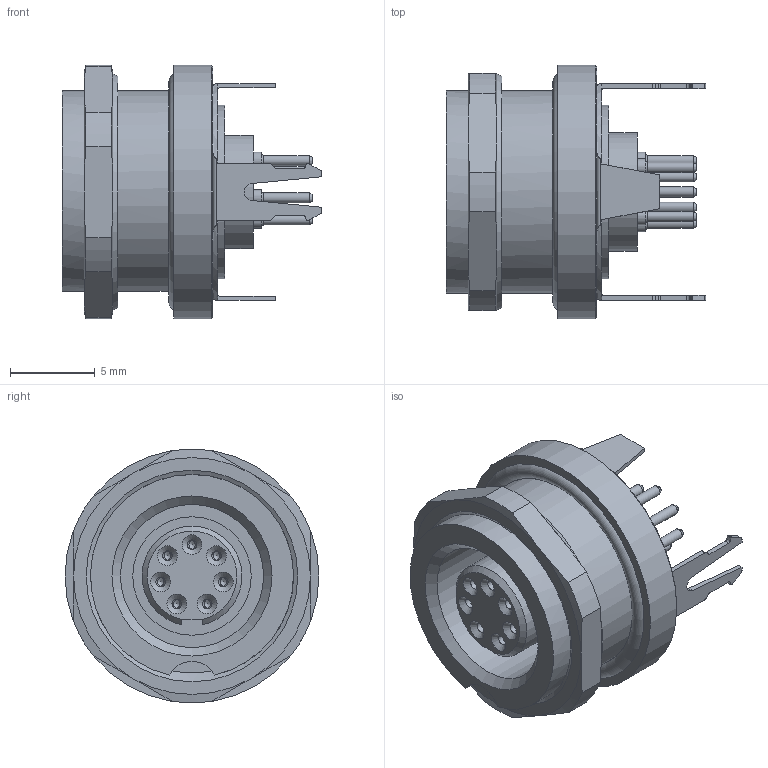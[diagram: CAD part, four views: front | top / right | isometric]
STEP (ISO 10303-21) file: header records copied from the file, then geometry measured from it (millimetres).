
FILE_DESCRIPTION(/* description */ (''),/* implementation_level */ '2;1');
FILE_NAME(/* name */ '09-0424-30-07_bg.stp',/* time_stamp */ '2010-09-01T15:45:55+02:00',/* author */ (''),/* organization */ (''),/* preprocessor_version */ 'ST-DEVELOPER v11',/* originating_system */ 'UGS - NX 5.0',/* authorisation */ '');
FILE_SCHEMA (('CONFIG_CONTROL_DESIGN'));
Length unit declared in the file: millimetre
Products named in the file (1): kborF7AB2bn6
Bounding box: 15.35 x 15 x 15 mm (x, y, z)
Volume: 1213.9 mm3; surface area: 1427.6 mm2
Topology: 1 solids, 1 shells, 263 faces, 650 edges, 425 vertices
Faces by surface type: plane 112, cylinder 76, cone 39, extrusion 14, bspline 14, torus 8
Full cylindrical faces by diameter (mm): 0.57 x7, 0.6 x7, 1 x7, 7 x1, 8.459 x1, 10.25 x1, 12 x1, 15 x1
Entity records: 8098 total; most frequent: CARTESIAN_POINT 2152, DIRECTION 1210, ORIENTED_EDGE 1124, EDGE_CURVE 562, AXIS2_PLACEMENT_3D 478, VERTEX_POINT 404, EDGE_LOOP 361, ADVANCED_FACE 263
